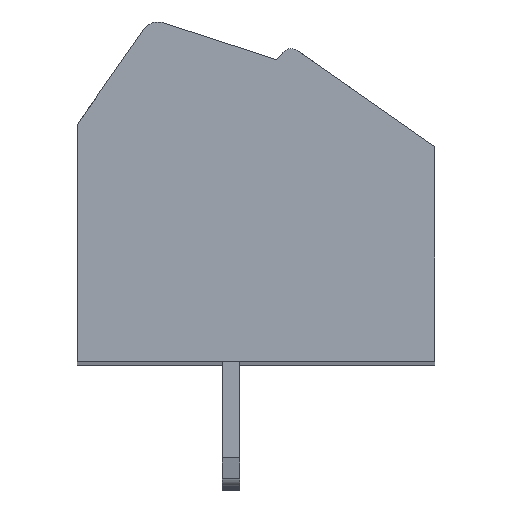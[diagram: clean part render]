
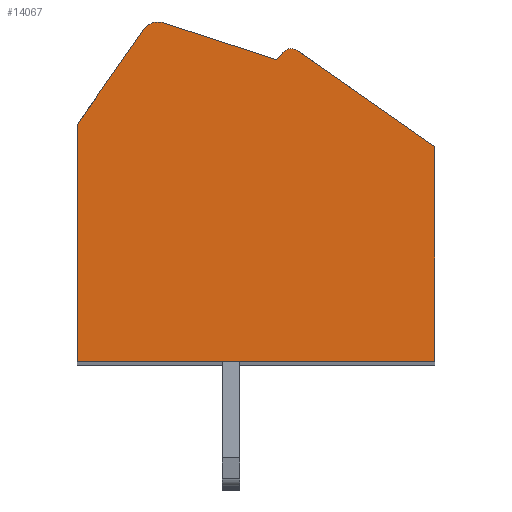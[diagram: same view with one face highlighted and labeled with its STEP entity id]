
A CAD part, top view. The second image highlights one B-rep face of the part: STEP entity #14067.
In plain terms, the highlighted planar face has unit normal (0, 0, 1).
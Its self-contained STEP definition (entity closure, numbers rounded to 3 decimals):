
#1209=DIRECTION('',(-0.951,0.309,0.));
#1210=VECTOR('',#1209,3.333);
#1211=CARTESIAN_POINT('',(0.588,3.695,1.75));
#1212=LINE('',#1211,#1210);
#1213=DIRECTION('',(-0.638,-0.77,0.));
#1214=VECTOR('',#1213,0.262);
#1215=CARTESIAN_POINT('',(0.755,3.897,1.75));
#1216=LINE('',#1215,#1214);
#1217=CARTESIAN_POINT('',(0.986,3.706,1.75));
#1218=DIRECTION('',(0.,0.,1.));
#1219=DIRECTION('',(0.574,0.819,0.));
#1220=AXIS2_PLACEMENT_3D('',#1217,#1218,#1219);
#1222=DIRECTION('',(-0.819,0.574,0.));
#1223=VECTOR('',#1222,4.691);
#1224=CARTESIAN_POINT('',(5.,1.261,1.75));
#1225=LINE('',#1224,#1223);
#1226=DIRECTION('',(0.,1.,0.));
#1227=VECTOR('',#1226,6.011);
#1228=CARTESIAN_POINT('',(5.,-4.75,1.75));
#1229=LINE('',#1228,#1227);
#1230=DIRECTION('',(1.,0.,0.));
#1231=VECTOR('',#1230,10.);
#1232=CARTESIAN_POINT('',(-5.,-4.75,1.75));
#1233=LINE('',#1232,#1231);
#1234=DIRECTION('',(0.,-1.,0.));
#1235=VECTOR('',#1234,6.64);
#1236=CARTESIAN_POINT('',(-5.,1.89,1.75));
#1237=LINE('',#1236,#1235);
#1238=DIRECTION('',(-0.574,-0.819,0.));
#1239=VECTOR('',#1238,3.231);
#1240=CARTESIAN_POINT('',(-3.147,4.537,1.75));
#1241=LINE('',#1240,#1239);
#1242=CARTESIAN_POINT('',(-2.737,4.25,1.75));
#1243=DIRECTION('',(0.,0.,1.));
#1244=DIRECTION('',(0.309,0.951,0.));
#1245=AXIS2_PLACEMENT_3D('',#1242,#1243,#1244);
#10071=CARTESIAN_POINT('',(0.588,3.695,1.75));
#10072=CARTESIAN_POINT('',(-2.583,4.726,1.75));
#10073=VERTEX_POINT('',#10071);
#10074=VERTEX_POINT('',#10072);
#10075=CARTESIAN_POINT('',(-3.147,4.537,1.75));
#10076=VERTEX_POINT('',#10075);
#10077=CARTESIAN_POINT('',(-5.,1.89,1.75));
#10078=VERTEX_POINT('',#10077);
#10079=CARTESIAN_POINT('',(-5.,-4.75,1.75));
#10080=VERTEX_POINT('',#10079);
#10081=CARTESIAN_POINT('',(5.,-4.75,1.75));
#10082=VERTEX_POINT('',#10081);
#10083=CARTESIAN_POINT('',(5.,1.261,1.75));
#10084=VERTEX_POINT('',#10083);
#10085=CARTESIAN_POINT('',(1.158,3.951,1.75));
#10086=VERTEX_POINT('',#10085);
#10087=CARTESIAN_POINT('',(0.755,3.897,1.75));
#10088=VERTEX_POINT('',#10087);
#14051=CARTESIAN_POINT('',(0.,0.,1.75));
#14052=DIRECTION('',(0.,0.,1.));
#14053=DIRECTION('',(1.,0.,0.));
#14054=AXIS2_PLACEMENT_3D('',#14051,#14052,#14053);
#14055=PLANE('',#14054);
#14056=ORIENTED_EDGE('',*,*,#13151,.F.);
#14057=ORIENTED_EDGE('',*,*,#13166,.F.);
#14058=ORIENTED_EDGE('',*,*,#13180,.F.);
#14059=ORIENTED_EDGE('',*,*,#13194,.F.);
#14060=ORIENTED_EDGE('',*,*,#13378,.F.);
#14061=ORIENTED_EDGE('',*,*,#13562,.F.);
#14062=ORIENTED_EDGE('',*,*,#13746,.F.);
#14063=ORIENTED_EDGE('',*,*,#13930,.F.);
#14064=ORIENTED_EDGE('',*,*,#14045,.F.);
#14065=EDGE_LOOP('',(#14056,#14057,#14058,#14059,#14060,#14061,#14062,#14063,
#14064));
#14066=FACE_OUTER_BOUND('',#14065,.F.);
#1221=CIRCLE('',#1220,0.3);
#1246=CIRCLE('',#1245,0.5);
#13151=EDGE_CURVE('',#10073,#10074,#1212,.T.);
#13166=EDGE_CURVE('',#10088,#10073,#1216,.T.);
#13180=EDGE_CURVE('',#10086,#10088,#1221,.T.);
#13194=EDGE_CURVE('',#10084,#10086,#1225,.T.);
#13378=EDGE_CURVE('',#10082,#10084,#1229,.T.);
#13562=EDGE_CURVE('',#10080,#10082,#1233,.T.);
#13746=EDGE_CURVE('',#10078,#10080,#1237,.T.);
#13930=EDGE_CURVE('',#10076,#10078,#1241,.T.);
#14045=EDGE_CURVE('',#10074,#10076,#1246,.T.);
#14067=ADVANCED_FACE('',(#14066),#14055,.T.);
